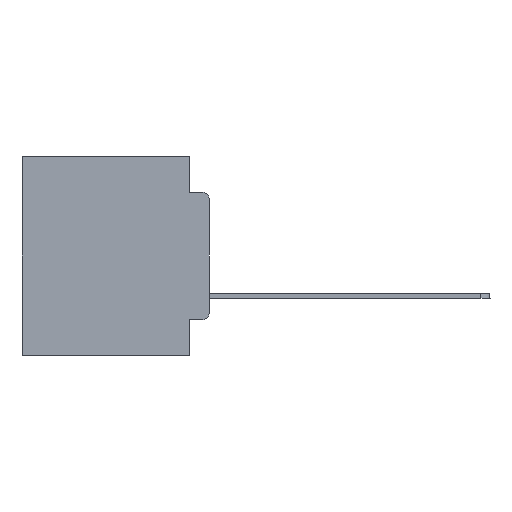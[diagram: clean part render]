
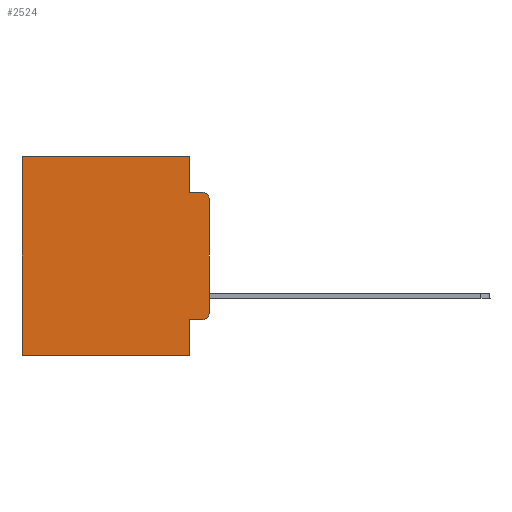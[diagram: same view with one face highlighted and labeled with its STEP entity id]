
A CAD part, left-side view. The second image highlights one B-rep face of the part: STEP entity #2524.
In plain terms, the highlighted planar face has unit normal (-1, 0, 0).
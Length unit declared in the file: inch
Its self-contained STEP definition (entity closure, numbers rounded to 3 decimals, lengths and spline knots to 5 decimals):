
#210 = CARTESIAN_POINT ( 'NONE',  ( 0.298, 0.051, -0.0885 ) ) ;
#309 = LINE ( 'NONE', #2232, #26630 ) ;
#863 = VERTEX_POINT ( 'NONE', #10178 ) ;
#1010 = EDGE_CURVE ( 'NONE', #16094, #18709, #309, .T. ) ;
#1150 = VECTOR ( 'NONE', #12472, 39.37008 ) ;
#2232 = CARTESIAN_POINT ( 'NONE',  ( 0.298, 0.051, 0. ) ) ;
#2308 = EDGE_LOOP ( 'NONE', ( #12001, #20109, #13633, #4247, #9037, #9708, #3759, #5158, #2914, #9018 ) ) ;
#2524 = ADVANCED_FACE ( 'NONE', ( #17765 ), #27301, .F. ) ;
#2617 = VECTOR ( 'NONE', #7030, 39.37008 ) ;
#2914 = ORIENTED_EDGE ( 'NONE', *, *, #4701, .T. ) ;
#3410 = VERTEX_POINT ( 'NONE', #11558 ) ;
#3457 = EDGE_CURVE ( 'NONE', #17241, #3410, #15619, .T. ) ;
#3688 = CARTESIAN_POINT ( 'NONE',  ( 0.298, 0.02, -0.0885 ) ) ;
#3759 = ORIENTED_EDGE ( 'NONE', *, *, #26586, .F. ) ;
#3772 = EDGE_CURVE ( 'NONE', #11658, #13782, #18747, .T. ) ;
#4247 = ORIENTED_EDGE ( 'NONE', *, *, #3772, .F. ) ;
#4546 = DIRECTION ( 'NONE',  ( 0., 0., -1. ) ) ;
#4668 = DIRECTION ( 'NONE',  ( 0., 0., -1. ) ) ;
#4698 = AXIS2_PLACEMENT_3D ( 'NONE', #5016, #5202, #11782 ) ;
#4701 = EDGE_CURVE ( 'NONE', #16094, #863, #20826, .T. ) ;
#5016 = CARTESIAN_POINT ( 'NONE',  ( 0.298, 0.02, -0.3915 ) ) ;
#5158 = ORIENTED_EDGE ( 'NONE', *, *, #1010, .F. ) ;
#5202 = DIRECTION ( 'NONE',  ( -1., 0., 0. ) ) ;
#5342 = VECTOR ( 'NONE', #28281, 39.37008 ) ;
#5763 = CIRCLE ( 'NONE', #8939, 0.02 ) ;
#5791 = LINE ( 'NONE', #11766, #26842 ) ;
#5876 = CIRCLE ( 'NONE', #4698, 0.02 ) ;
#6838 = VECTOR ( 'NONE', #4546, 39.37008 ) ;
#7030 = DIRECTION ( 'NONE',  ( 0., 0., -1. ) ) ;
#7987 = CARTESIAN_POINT ( 'NONE',  ( 0.298, 0.473, 0. ) ) ;
#8130 = CARTESIAN_POINT ( 'NONE',  ( 0.298, 0., -0.3915 ) ) ;
#8480 = DIRECTION ( 'NONE',  ( -1., 0., 0. ) ) ;
#8939 = AXIS2_PLACEMENT_3D ( 'NONE', #24075, #8480, #26138 ) ;
#9018 = ORIENTED_EDGE ( 'NONE', *, *, #13882, .T. ) ;
#9037 = ORIENTED_EDGE ( 'NONE', *, *, #10236, .T. ) ;
#9301 = CARTESIAN_POINT ( 'NONE',  ( 0.298, 0., 0. ) ) ;
#9382 = DIRECTION ( 'NONE',  ( 1., 0., 0. ) ) ;
#9643 = VECTOR ( 'NONE', #12492, 39.37008 ) ;
#9708 = ORIENTED_EDGE ( 'NONE', *, *, #3457, .T. ) ;
#10178 = CARTESIAN_POINT ( 'NONE',  ( 0.298, 0.02, -0.4115 ) ) ;
#10235 = EDGE_CURVE ( 'NONE', #13782, #18049, #16239, .T. ) ;
#10236 = EDGE_CURVE ( 'NONE', #11658, #17241, #16947, .T. ) ;
#11558 = CARTESIAN_POINT ( 'NONE',  ( 0.298, 0.473, -0.5 ) ) ;
#11658 = VERTEX_POINT ( 'NONE', #21496 ) ;
#11766 = CARTESIAN_POINT ( 'NONE',  ( 0.298, 0., -0.5 ) ) ;
#11782 = DIRECTION ( 'NONE',  ( 0., 0., -1. ) ) ;
#12001 = ORIENTED_EDGE ( 'NONE', *, *, #26879, .F. ) ;
#12472 = DIRECTION ( 'NONE',  ( 0., 1., 0. ) ) ;
#12492 = DIRECTION ( 'NONE',  ( 0., 0., -1. ) ) ;
#12566 = CARTESIAN_POINT ( 'NONE',  ( 0.298, 0.051, -0.0885 ) ) ;
#13633 = ORIENTED_EDGE ( 'NONE', *, *, #10235, .F. ) ;
#13782 = VERTEX_POINT ( 'NONE', #210 ) ;
#13882 = EDGE_CURVE ( 'NONE', #863, #22208, #5876, .T. ) ;
#14085 = DIRECTION ( 'NONE',  ( 0., 0., -1. ) ) ;
#14889 = VECTOR ( 'NONE', #20892, 39.37008 ) ;
#14958 = CARTESIAN_POINT ( 'NONE',  ( 0.298, 0., -0.1085 ) ) ;
#15028 = CARTESIAN_POINT ( 'NONE',  ( 0.298, 0., 0. ) ) ;
#15182 = CARTESIAN_POINT ( 'NONE',  ( 0.298, 0.051, -0.4115 ) ) ;
#15619 = LINE ( 'NONE', #16935, #9643 ) ;
#16094 = VERTEX_POINT ( 'NONE', #15182 ) ;
#16239 = LINE ( 'NONE', #12566, #5342 ) ;
#16935 = CARTESIAN_POINT ( 'NONE',  ( 0.298, 0.473, 0. ) ) ;
#16947 = LINE ( 'NONE', #15028, #1150 ) ;
#17241 = VERTEX_POINT ( 'NONE', #7987 ) ;
#17765 = FACE_OUTER_BOUND ( 'NONE', #2308, .T. ) ;
#18049 = VERTEX_POINT ( 'NONE', #3688 ) ;
#18623 = VERTEX_POINT ( 'NONE', #14958 ) ;
#18709 = VERTEX_POINT ( 'NONE', #24998 ) ;
#18747 = LINE ( 'NONE', #22102, #6838 ) ;
#19624 = EDGE_CURVE ( 'NONE', #18623, #18049, #5763, .T. ) ;
#20109 = ORIENTED_EDGE ( 'NONE', *, *, #19624, .T. ) ;
#20591 = DIRECTION ( 'NONE',  ( 0., 1., 0. ) ) ;
#20826 = LINE ( 'NONE', #26795, #14889 ) ;
#20892 = DIRECTION ( 'NONE',  ( 0., -1., 0. ) ) ;
#21496 = CARTESIAN_POINT ( 'NONE',  ( 0.298, 0.051, 0. ) ) ;
#22102 = CARTESIAN_POINT ( 'NONE',  ( 0.298, 0.051, 0. ) ) ;
#22208 = VERTEX_POINT ( 'NONE', #8130 ) ;
#24075 = CARTESIAN_POINT ( 'NONE',  ( 0.298, 0.02, -0.1085 ) ) ;
#24998 = CARTESIAN_POINT ( 'NONE',  ( 0.298, 0.051, -0.5 ) ) ;
#25071 = LINE ( 'NONE', #9301, #2617 ) ;
#25096 = AXIS2_PLACEMENT_3D ( 'NONE', #27406, #9382, #14085 ) ;
#26138 = DIRECTION ( 'NONE',  ( 0., 0., -1. ) ) ;
#26586 = EDGE_CURVE ( 'NONE', #18709, #3410, #5791, .T. ) ;
#26630 = VECTOR ( 'NONE', #4668, 39.37008 ) ;
#26795 = CARTESIAN_POINT ( 'NONE',  ( 0.298, 0.051, -0.4115 ) ) ;
#26842 = VECTOR ( 'NONE', #20591, 39.37008 ) ;
#26879 = EDGE_CURVE ( 'NONE', #18623, #22208, #25071, .T. ) ;
#27301 = PLANE ( 'NONE',  #25096 ) ;
#27406 = CARTESIAN_POINT ( 'NONE',  ( 0.298, 0., 0. ) ) ;
#28281 = DIRECTION ( 'NONE',  ( 0., -1., 0. ) ) ;
